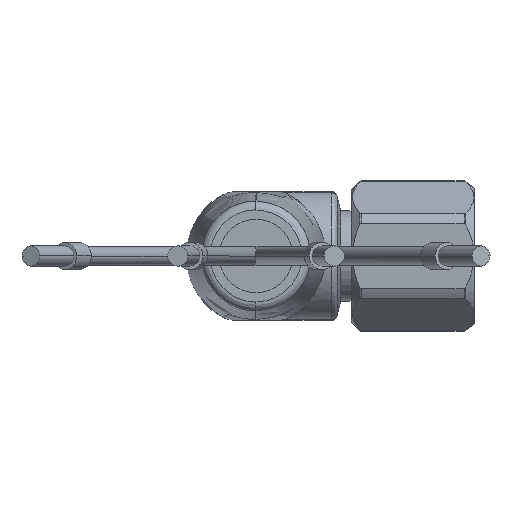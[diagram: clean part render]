
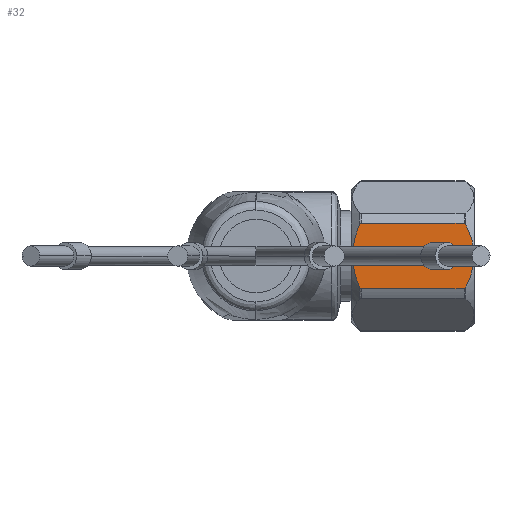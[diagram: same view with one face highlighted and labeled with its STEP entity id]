
A CAD part, front view. The second image highlights one B-rep face of the part: STEP entity #32.
In plain terms, the highlighted planar face has unit normal (0, -1, 0).
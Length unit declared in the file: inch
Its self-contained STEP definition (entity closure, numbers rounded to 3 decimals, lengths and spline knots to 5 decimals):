
#32 = ADVANCED_FACE ( 'NONE', ( #3963 ), #884, .T. ) ;
#152 = CARTESIAN_POINT ( 'NONE',  ( -0.32283, -0.17717, 0.10229 ) ) ;
#214 = CARTESIAN_POINT ( 'NONE',  ( -0.30036, -0.17717, 0.08285 ) ) ;
#239 = CARTESIAN_POINT ( 'NONE',  ( -0.02423, -0.17717, -0.08517 ) ) ;
#259 = CARTESIAN_POINT ( 'NONE',  ( -0.01508, -0.17717, 0.06874 ) ) ;
#300 = ORIENTED_EDGE ( 'NONE', *, *, #1895, .F. ) ;
#425 = CARTESIAN_POINT ( 'NONE',  ( -0.02195, -0.17717, 0.08254 ) ) ;
#487 = CARTESIAN_POINT ( 'NONE',  ( -0.301, -0.17717, -0.08164 ) ) ;
#511 = CARTESIAN_POINT ( 'NONE',  ( -0.29856, -0.17717, 0.08494 ) ) ;
#534 = CARTESIAN_POINT ( 'NONE',  ( -0.30152, -0.17717, -0.08037 ) ) ;
#555 = CARTESIAN_POINT ( 'NONE',  ( -0.29856, -0.17717, -0.08494 ) ) ;
#556 = CARTESIAN_POINT ( 'NONE',  ( -0.02143, -0.17717, -0.08149 ) ) ;
#662 = VERTEX_POINT ( 'NONE', #2298 ) ;
#676 = B_SPLINE_CURVE_WITH_KNOTS ( 'NONE', 3,
 ( #2213, #877, #239, #1545, #3641, #556 ),
 .UNSPECIFIED., .F., .F.,
 ( 4, 2, 4 ),
 ( 0., 0.00009, 0.00018 ),
 .UNSPECIFIED. ) ;
#700 = CARTESIAN_POINT ( 'NONE',  ( -0.30152, -0.17717, 0.08037 ) ) ;
#755 = CARTESIAN_POINT ( 'NONE',  ( -0.31688, -0.17717, -0.02764 ) ) ;
#776 = CARTESIAN_POINT ( 'NONE',  ( -0.30683, -0.17717, -0.06753 ) ) ;
#823 = CARTESIAN_POINT ( 'NONE',  ( -0.30152, -0.17717, -0.08037 ) ) ;
#877 = CARTESIAN_POINT ( 'NONE',  ( -0.02531, -0.17717, -0.08581 ) ) ;
#884 = PLANE ( 'NONE',  #1176 ) ;
#903 = CARTESIAN_POINT ( 'NONE',  ( -0.02649, -0.17717, -0.08581 ) ) ;
#921 = CARTESIAN_POINT ( 'NONE',  ( -0.00016, -0.17717, 0.00702 ) ) ;
#943 = CARTESIAN_POINT ( 'NONE',  ( -0.00264, -0.17717, 0.02812 ) ) ;
#1037 = ORIENTED_EDGE ( 'NONE', *, *, #3064, .T. ) ;
#1126 = ORIENTED_EDGE ( 'NONE', *, *, #4422, .T. ) ;
#1176 = AXIS2_PLACEMENT_3D ( 'NONE', #152, #1532, #3312 ) ;
#1206 = CARTESIAN_POINT ( 'NONE',  ( -0.30036, -0.17717, -0.08285 ) ) ;
#1272 = CARTESIAN_POINT ( 'NONE',  ( -0.00066, -0.17717, 0.01406 ) ) ;
#1316 = VERTEX_POINT ( 'NONE', #3587 ) ;
#1322 = EDGE_CURVE ( 'NONE', #2783, #1678, #4298, .T. ) ;
#1447 = CARTESIAN_POINT ( 'NONE',  ( -0.3189, -0.17717, 0. ) ) ;
#1473 = B_SPLINE_CURVE_WITH_KNOTS ( 'NONE', 3,
 ( #1943, #1922, #214, #511, #2576, #3621 ),
 .UNSPECIFIED., .F., .F.,
 ( 4, 2, 4 ),
 ( 0., 0.0001, 0.00021 ),
 .UNSPECIFIED. ) ;
#1532 = DIRECTION ( 'NONE',  ( 0., -1., 0. ) ) ;
#1545 = CARTESIAN_POINT ( 'NONE',  ( -0.02258, -0.17717, -0.08353 ) ) ;
#1556 = CARTESIAN_POINT ( 'NONE',  ( -0.29595, -0.17717, -0.08581 ) ) ;
#1678 = VERTEX_POINT ( 'NONE', #2538 ) ;
#1748 = ORIENTED_EDGE ( 'NONE', *, *, #1322, .F. ) ;
#1780 = CARTESIAN_POINT ( 'NONE',  ( -0.3189, -0.17717, -0.00695 ) ) ;
#1793 = CARTESIAN_POINT ( 'NONE',  ( -0.0253, -0.17717, 0.08581 ) ) ;
#1824 = VERTEX_POINT ( 'NONE', #903 ) ;
#1895 = EDGE_CURVE ( 'NONE', #1678, #1316, #2905, .T. ) ;
#1922 = CARTESIAN_POINT ( 'NONE',  ( -0.301, -0.17717, 0.08164 ) ) ;
#1943 = CARTESIAN_POINT ( 'NONE',  ( -0.30152, -0.17717, 0.08037 ) ) ;
#1966 = CARTESIAN_POINT ( 'NONE',  ( -0.00976, -0.17717, 0.05563 ) ) ;
#2054 = VERTEX_POINT ( 'NONE', #2879 ) ;
#2116 = CARTESIAN_POINT ( 'NONE',  ( -0.31848, -0.17717, -0.01394 ) ) ;
#2160 = EDGE_CURVE ( 'NONE', #2783, #2550, #2762, .T. ) ;
#2182 = CARTESIAN_POINT ( 'NONE',  ( -0.31117, -0.17717, -0.05446 ) ) ;
#2198 = DIRECTION ( 'NONE',  ( 1., 0., 0. ) ) ;
#2213 = CARTESIAN_POINT ( 'NONE',  ( -0.02649, -0.17717, -0.08581 ) ) ;
#2276 = ORIENTED_EDGE ( 'NONE', *, *, #3250, .T. ) ;
#2280 = CARTESIAN_POINT ( 'NONE',  ( -0.29595, -0.17717, -0.08581 ) ) ;
#2298 = CARTESIAN_POINT ( 'NONE',  ( -0.02649, -0.17717, 0.08581 ) ) ;
#2305 = VECTOR ( 'NONE', #3855, 39.37008 ) ;
#2335 = ORIENTED_EDGE ( 'NONE', *, *, #3218, .F. ) ;
#2361 = EDGE_CURVE ( 'NONE', #662, #2054, #3900, .T. ) ;
#2494 = LINE ( 'NONE', #3849, #3299 ) ;
#2536 = CARTESIAN_POINT ( 'NONE',  ( -0.02649, -0.17717, 0.08581 ) ) ;
#2538 = CARTESIAN_POINT ( 'NONE',  ( -0.3189, -0.17717, 0. ) ) ;
#2544 = CARTESIAN_POINT ( 'NONE',  ( -0.32283, -0.17717, 0.08581 ) ) ;
#2550 = VERTEX_POINT ( 'NONE', #1556 ) ;
#2576 = CARTESIAN_POINT ( 'NONE',  ( -0.29734, -0.17717, 0.08581 ) ) ;
#2620 = CARTESIAN_POINT ( 'NONE',  ( -0.00977, -0.17717, -0.05565 ) ) ;
#2635 = ORIENTED_EDGE ( 'NONE', *, *, #2160, .T. ) ;
#2654 = VERTEX_POINT ( 'NONE', #2697 ) ;
#2697 = CARTESIAN_POINT ( 'NONE',  ( -0.02143, -0.17717, -0.08149 ) ) ;
#2703 = B_SPLINE_CURVE_WITH_KNOTS ( 'NONE', 3,
 ( #3201, #425, #3237, #4162, #1793, #2536 ),
 .UNSPECIFIED., .F., .F.,
 ( 4, 2, 4 ),
 ( 0., 0.00009, 0.00018 ),
 .UNSPECIFIED. ) ;
#2762 = B_SPLINE_CURVE_WITH_KNOTS ( 'NONE', 3,
 ( #534, #487, #1206, #555, #3596, #2280 ),
 .UNSPECIFIED., .F., .F.,
 ( 4, 2, 4 ),
 ( 0., 0.0001, 0.00021 ),
 .UNSPECIFIED. ) ;
#2783 = VERTEX_POINT ( 'NONE', #4270 ) ;
#2879 = CARTESIAN_POINT ( 'NONE',  ( -0.29595, -0.17717, 0.08581 ) ) ;
#2903 = CARTESIAN_POINT ( 'NONE',  ( -0.02143, -0.17717, 0.08149 ) ) ;
#2905 = B_SPLINE_CURVE_WITH_KNOTS ( 'NONE', 3,
 ( #3424, #4091, #3400, #3710, #3065, #700 ),
 .UNSPECIFIED., .F., .F.,
 ( 4, 2, 4 ),
 ( 0.00209, 0.00313, 0.00418 ),
 .UNSPECIFIED. ) ;
#2913 = CARTESIAN_POINT ( 'NONE',  ( -0.31571, -0.17717, -0.0344 ) ) ;
#3013 = ORIENTED_EDGE ( 'NONE', *, *, #2361, .T. ) ;
#3064 = EDGE_CURVE ( 'NONE', #4335, #662, #2703, .T. ) ;
#3065 = CARTESIAN_POINT ( 'NONE',  ( -0.30683, -0.17717, 0.06752 ) ) ;
#3201 = CARTESIAN_POINT ( 'NONE',  ( -0.02143, -0.17717, 0.08149 ) ) ;
#3202 = EDGE_CURVE ( 'NONE', #1824, #2654, #676, .T. ) ;
#3218 = EDGE_CURVE ( 'NONE', #1316, #2054, #1473, .T. ) ;
#3237 = CARTESIAN_POINT ( 'NONE',  ( -0.02257, -0.17717, 0.08352 ) ) ;
#3250 = EDGE_CURVE ( 'NONE', #2654, #4335, #4103, .T. ) ;
#3299 = VECTOR ( 'NONE', #2198, 39.37008 ) ;
#3312 = DIRECTION ( 'NONE',  ( 0., 0., -1. ) ) ;
#3326 = CARTESIAN_POINT ( 'NONE',  ( -0.02143, -0.17717, -0.08149 ) ) ;
#3400 = CARTESIAN_POINT ( 'NONE',  ( -0.31725, -0.17717, 0.0275 ) ) ;
#3424 = CARTESIAN_POINT ( 'NONE',  ( -0.3189, -0.17717, 0. ) ) ;
#3576 = ORIENTED_EDGE ( 'NONE', *, *, #3202, .T. ) ;
#3587 = CARTESIAN_POINT ( 'NONE',  ( -0.30152, -0.17717, 0.08037 ) ) ;
#3596 = CARTESIAN_POINT ( 'NONE',  ( -0.29734, -0.17717, -0.08581 ) ) ;
#3621 = CARTESIAN_POINT ( 'NONE',  ( -0.29595, -0.17717, 0.08581 ) ) ;
#3641 = CARTESIAN_POINT ( 'NONE',  ( -0.02195, -0.17717, -0.08254 ) ) ;
#3684 = CARTESIAN_POINT ( 'NONE',  ( -0.00413, -0.17717, 0.03514 ) ) ;
#3710 = CARTESIAN_POINT ( 'NONE',  ( -0.31123, -0.17717, 0.05429 ) ) ;
#3849 = CARTESIAN_POINT ( 'NONE',  ( -0.32283, -0.17717, -0.08581 ) ) ;
#3855 = DIRECTION ( 'NONE',  ( -1., 0., 0. ) ) ;
#3900 = LINE ( 'NONE', #2544, #2305 ) ;
#3955 = CARTESIAN_POINT ( 'NONE',  ( -0.01508, -0.17717, -0.06874 ) ) ;
#3963 = FACE_OUTER_BOUND ( 'NONE', #3996, .T. ) ;
#3996 = EDGE_LOOP ( 'NONE', ( #3013, #2335, #300, #1748, #2635, #1126, #3576, #2276, #1037 ) ) ;
#3999 = CARTESIAN_POINT ( 'NONE',  ( -0.00016, -0.17717, -0.01411 ) ) ;
#4091 = CARTESIAN_POINT ( 'NONE',  ( -0.3189, -0.17717, 0.01389 ) ) ;
#4103 = B_SPLINE_CURVE_WITH_KNOTS ( 'NONE', 3,
 ( #3326, #3955, #2620, #4354, #3999, #921, #1272, #943, #3684, #1966, #259, #2903 ),
 .UNSPECIFIED., .F., .F.,
 ( 4, 2, 2, 2, 2, 4 ),
 ( 0., 0.00108, 0.00215, 0.00269, 0.00323, 0.0043 ),
 .UNSPECIFIED. ) ;
#4162 = CARTESIAN_POINT ( 'NONE',  ( -0.02423, -0.17717, 0.08517 ) ) ;
#4166 = CARTESIAN_POINT ( 'NONE',  ( -0.02143, -0.17717, 0.08149 ) ) ;
#4270 = CARTESIAN_POINT ( 'NONE',  ( -0.30152, -0.17717, -0.08037 ) ) ;
#4298 = B_SPLINE_CURVE_WITH_KNOTS ( 'NONE', 3,
 ( #823, #776, #2182, #2913, #755, #2116, #1780, #1447 ),
 .UNSPECIFIED., .F., .F.,
 ( 4, 2, 2, 4 ),
 ( 0., 0.00104, 0.00157, 0.00209 ),
 .UNSPECIFIED. ) ;
#4335 = VERTEX_POINT ( 'NONE', #4166 ) ;
#4354 = CARTESIAN_POINT ( 'NONE',  ( -0.00227, -0.17717, -0.02839 ) ) ;
#4422 = EDGE_CURVE ( 'NONE', #2550, #1824, #2494, .T. ) ;
